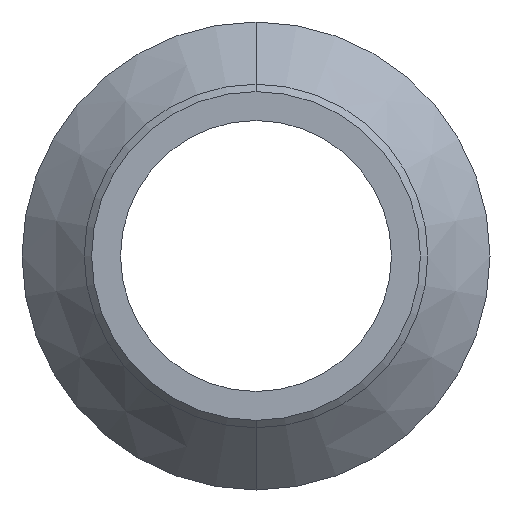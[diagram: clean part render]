
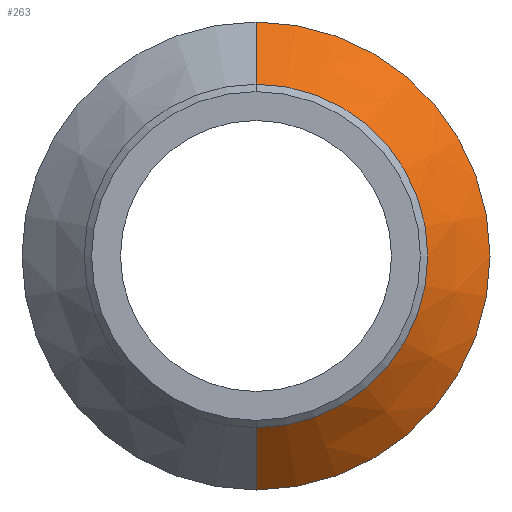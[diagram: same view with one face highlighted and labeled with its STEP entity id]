
A CAD part, front view. The second image highlights one B-rep face of the part: STEP entity #263.
In plain terms, the highlighted conical face has half-angle 45 degrees and reference radius 6.975 mm.
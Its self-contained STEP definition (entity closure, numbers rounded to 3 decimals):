
#113 = ORIENTED_EDGE ( 'NONE', *, *, #114, .T. ) ;
#114 = EDGE_CURVE ( 'NONE', #132, #115, #654, .T. ) ;
#115 = VERTEX_POINT ( 'NONE', #655 ) ;
#130 = ORIENTED_EDGE ( 'NONE', *, *, #131, .T. ) ;
#131 = EDGE_CURVE ( 'NONE', #215, #132, #648, .T. ) ;
#132 = VERTEX_POINT ( 'NONE', #644 ) ;
#215 = VERTEX_POINT ( 'NONE', #864 ) ;
#216 = VERTEX_POINT ( 'NONE', #805 ) ;
#237 = EDGE_CURVE ( 'NONE', #215, #216, #849, .T. ) ;
#259 = ORIENTED_EDGE ( 'NONE', *, *, #260, .F. ) ;
#260 = EDGE_CURVE ( 'NONE', #216, #115, #810, .T. ) ;
#263 = ADVANCED_FACE ( 'NONE', ( #760 ), #759, .T. ) ;
#264 = EDGE_LOOP ( 'NONE', ( #265, #130, #113, #259 ) ) ;
#265 = ORIENTED_EDGE ( 'NONE', *, *, #237, .F. ) ;
#644 = CARTESIAN_POINT ( 'NONE',  ( 0., 27.525, -9.5 ) ) ;
#645 = DIRECTION ( 'NONE',  ( 0., 0.707, -0.707 ) ) ;
#646 = VECTOR ( 'NONE', #645, 1000. ) ;
#647 = CARTESIAN_POINT ( 'NONE',  ( 0., 25., -6.975 ) ) ;
#648 = LINE ( 'NONE', #647, #646 ) ;
#649 = DIRECTION ( 'NONE',  ( 0., 0., -1. ) ) ;
#650 = DIRECTION ( 'NONE',  ( 0., -1., 0. ) ) ;
#652 = CARTESIAN_POINT ( 'NONE',  ( 0., 27.525, 0. ) ) ;
#653 = AXIS2_PLACEMENT_3D ( 'NONE', #652, #650, #649 ) ;
#654 = CIRCLE ( 'NONE', #653, 9.5 ) ;
#655 = CARTESIAN_POINT ( 'NONE',  ( 0., 27.525, 9.5 ) ) ;
#756 = CARTESIAN_POINT ( 'NONE',  ( 0., 25., 0. ) ) ;
#757 = AXIS2_PLACEMENT_3D ( 'NONE', #756, #842, #841 ) ;
#759 = CONICAL_SURFACE ( 'NONE', #757, 6.975, 0.785 ) ;
#760 = FACE_OUTER_BOUND ( 'NONE', #264, .T. ) ;
#805 = CARTESIAN_POINT ( 'NONE',  ( 0., 25., 6.975 ) ) ;
#810 = LINE ( 'NONE', #878, #877 ) ;
#841 = DIRECTION ( 'NONE',  ( 0., 0., 1. ) ) ;
#842 = DIRECTION ( 'NONE',  ( 0., 1., 0. ) ) ;
#845 = DIRECTION ( 'NONE',  ( 0., 0., -1. ) ) ;
#846 = DIRECTION ( 'NONE',  ( 0., -1., 0. ) ) ;
#847 = CARTESIAN_POINT ( 'NONE',  ( 0., 25., 0. ) ) ;
#848 = AXIS2_PLACEMENT_3D ( 'NONE', #847, #846, #845 ) ;
#849 = CIRCLE ( 'NONE', #848, 6.975 ) ;
#864 = CARTESIAN_POINT ( 'NONE',  ( 0., 25., -6.975 ) ) ;
#876 = DIRECTION ( 'NONE',  ( 0., 0.707, 0.707 ) ) ;
#877 = VECTOR ( 'NONE', #876, 1000. ) ;
#878 = CARTESIAN_POINT ( 'NONE',  ( 0., 25., 6.975 ) ) ;
